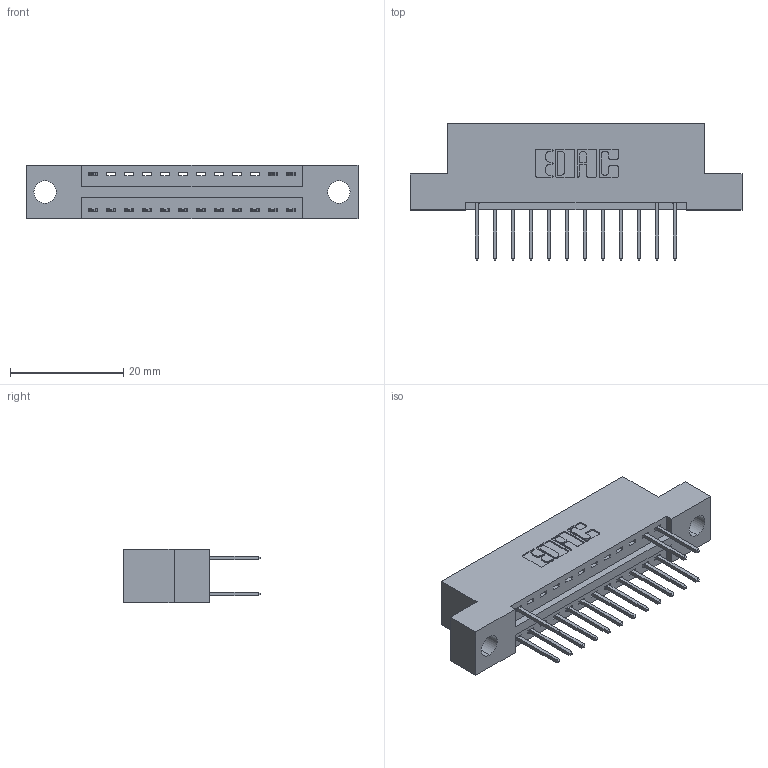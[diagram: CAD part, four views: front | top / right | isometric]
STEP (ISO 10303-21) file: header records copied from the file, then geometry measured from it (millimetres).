
FILE_DESCRIPTION (( 'STEP AP203' ), '1' );
FILE_NAME ('346-024-526-204.STEP', '2018-08-21T03:29:28', ( '' ), ( '' ), 'SwSTEP 2.0', 'SolidWorks 2016', '' );
FILE_SCHEMA (( 'CONFIG_CONTROL_DESIGN' ));
Length unit declared in the file: inch
Products named in the file (3): 346 Part_Flush Mounting Lugs - 0.156 Dia-TH; 345-292-001_345-293-126; 346-024-526-204
Assembly tree (16 placements, depth 2):
  346-024-526-204
    346 Part_Flush Mounting Lugs - 0.156 Dia-TH
    345-292-001_345-293-126  x15
Bounding box: 58.67 x 24.13 x 9.4 mm (x, y, z)
Volume: 5344.2 mm3; surface area: 6330.8 mm2
Topology: 16 solids, 16 shells, 956 faces, 2843 edges, 1874 vertices
Faces by surface type: plane 646, cylinder 310
Entity records: 11603 total; most frequent: CARTESIAN_POINT 1991, ORIENTED_EDGE 1934, DIRECTION 1797, EDGE_CURVE 967, VECTOR 787, LINE 787, VERTEX_POINT 642, AXIS2_PLACEMENT_3D 505
